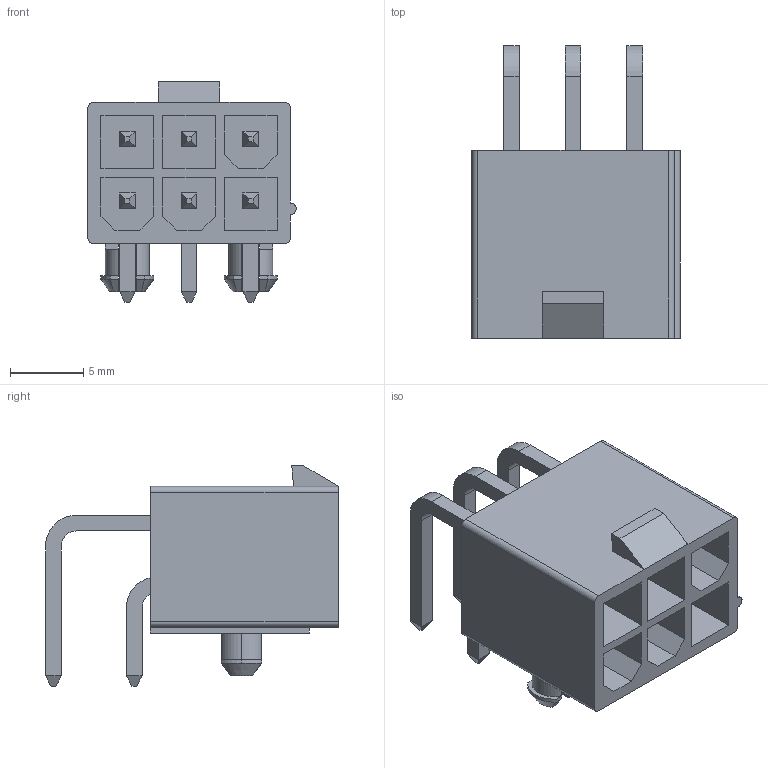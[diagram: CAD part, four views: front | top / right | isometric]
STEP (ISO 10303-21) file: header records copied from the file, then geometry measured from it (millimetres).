
FILE_DESCRIPTION(('FreeCAD Model'),'2;1');
FILE_NAME('Open CASCADE Shape Model','2023-04-18T10:17:21',( 'kicad StepUp'),('ksu MCAD'),'Open CASCADE STEP processor 7.6', 'FreeCAD','Unknown');
FILE_SCHEMA(('AUTOMOTIVE_DESIGN { 1 0 10303 214 1 1 1 1 }'));
Length unit declared in the file: millimetre
Products named in the file (1): MOLEX_MINI_FIT_02x03_P4.20mm_HORIZONTAL
Bounding box: 14.2 x 19.93 x 15 mm (x, y, z)
Surface area: 2153.5 mm2 (no closed solid volume)
Topology: 0 solids, 233 shells, 233 faces, 1128 edges, 1128 vertices
Faces by surface type: extrusion 198, revolution 35
Entity records: 14161 total; most frequent: CARTESIAN_POINT 2525, DIRECTION 1746, VECTOR 1409, LINE 1211, ORIENTED_EDGE 1128, EDGE_CURVE 1128, VERTEX_POINT 1128, FACE_BOUND 253
